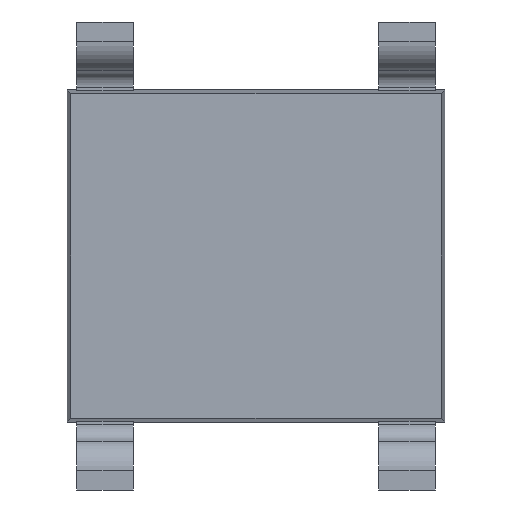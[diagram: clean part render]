
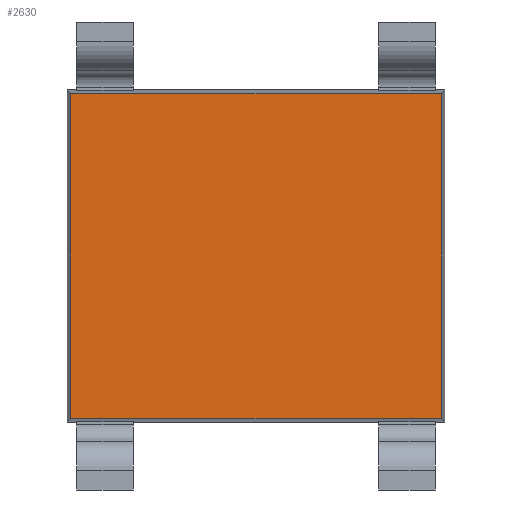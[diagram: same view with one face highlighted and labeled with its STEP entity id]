
A CAD part, front view. The second image highlights one B-rep face of the part: STEP entity #2630.
In plain terms, the highlighted planar face has unit normal (0, -1, 0).
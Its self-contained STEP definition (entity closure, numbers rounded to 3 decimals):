
#5 = DIRECTION ( 'NONE',  ( 0., 0., 1. ) ) ;
#8 = ORIENTED_EDGE ( 'NONE', *, *, #239, .F. ) ;
#97 = EDGE_LOOP ( 'NONE', ( #8, #256, #910, #1086 ) ) ;
#99 = VECTOR ( 'NONE', #2539, 1000. ) ;
#152 = CARTESIAN_POINT ( 'NONE',  ( 2.452, -0.55, 0. ) ) ;
#207 = VECTOR ( 'NONE', #2366, 1000. ) ;
#239 = EDGE_CURVE ( 'NONE', #2011, #975, #1529, .T. ) ;
#256 = ORIENTED_EDGE ( 'NONE', *, *, #2672, .F. ) ;
#454 = EDGE_CURVE ( 'NONE', #1352, #591, #1279, .T. ) ;
#591 = VERTEX_POINT ( 'NONE', #2279 ) ;
#628 = CARTESIAN_POINT ( 'NONE',  ( -2.452, -0.55, 2.152 ) ) ;
#750 = LINE ( 'NONE', #2782, #99 ) ;
#910 = ORIENTED_EDGE ( 'NONE', *, *, #454, .F. ) ;
#975 = VERTEX_POINT ( 'NONE', #628 ) ;
#1007 = FACE_OUTER_BOUND ( 'NONE', #97, .T. ) ;
#1086 = ORIENTED_EDGE ( 'NONE', *, *, #2837, .F. ) ;
#1279 = LINE ( 'NONE', #152, #2468 ) ;
#1352 = VERTEX_POINT ( 'NONE', #1903 ) ;
#1529 = LINE ( 'NONE', #1713, #2804 ) ;
#1586 = LINE ( 'NONE', #2126, #207 ) ;
#1713 = CARTESIAN_POINT ( 'NONE',  ( -2.452, -0.55, 0. ) ) ;
#1821 = CARTESIAN_POINT ( 'NONE',  ( 0., -0.55, 0. ) ) ;
#1836 = AXIS2_PLACEMENT_3D ( 'NONE', #1821, #2053, #2098 ) ;
#1903 = CARTESIAN_POINT ( 'NONE',  ( 2.452, -0.55, 2.152 ) ) ;
#2011 = VERTEX_POINT ( 'NONE', #2289 ) ;
#2020 = PLANE ( 'NONE',  #1836 ) ;
#2053 = DIRECTION ( 'NONE',  ( 0., 1., 0. ) ) ;
#2098 = DIRECTION ( 'NONE',  ( 0., 0., 1. ) ) ;
#2126 = CARTESIAN_POINT ( 'NONE',  ( 0., -0.55, 2.152 ) ) ;
#2279 = CARTESIAN_POINT ( 'NONE',  ( 2.452, -0.55, -2.152 ) ) ;
#2289 = CARTESIAN_POINT ( 'NONE',  ( -2.452, -0.55, -2.152 ) ) ;
#2366 = DIRECTION ( 'NONE',  ( 1., 0., 0. ) ) ;
#2468 = VECTOR ( 'NONE', #2598, 1000. ) ;
#2539 = DIRECTION ( 'NONE',  ( -1., 0., 0. ) ) ;
#2598 = DIRECTION ( 'NONE',  ( 0., 0., -1. ) ) ;
#2630 = ADVANCED_FACE ( 'NONE', ( #1007 ), #2020, .F. ) ;
#2672 = EDGE_CURVE ( 'NONE', #591, #2011, #750, .T. ) ;
#2782 = CARTESIAN_POINT ( 'NONE',  ( 0., -0.55, -2.152 ) ) ;
#2804 = VECTOR ( 'NONE', #5, 1000. ) ;
#2837 = EDGE_CURVE ( 'NONE', #975, #1352, #1586, .T. ) ;
